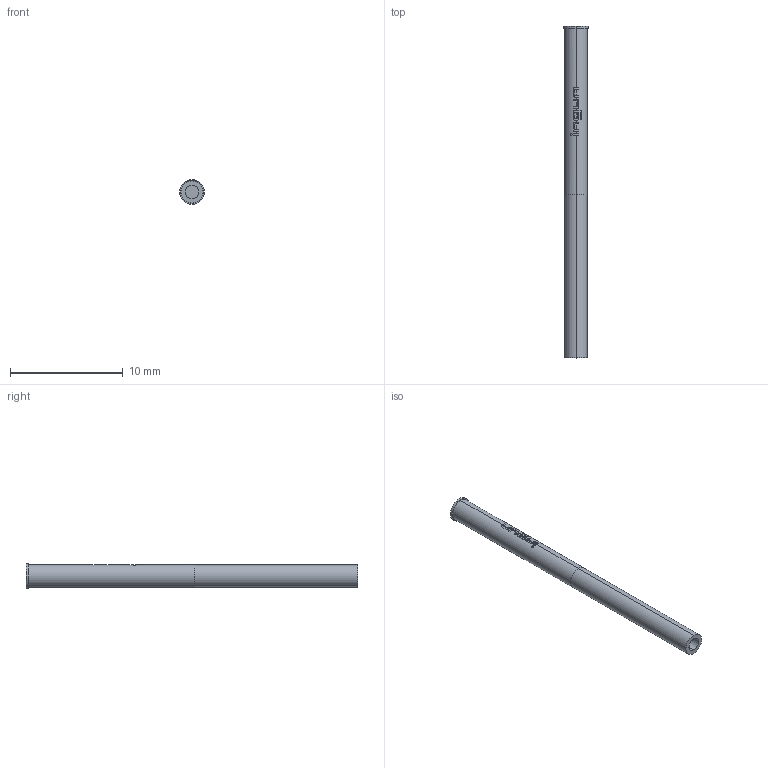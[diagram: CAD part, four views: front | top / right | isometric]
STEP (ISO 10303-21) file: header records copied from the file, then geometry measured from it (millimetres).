
FILE_DESCRIPTION (( 'STEP AP203' ), '1' );
FILE_NAME ('INGUN_KS-215_M1_6.STEP', '2021-10-20T11:55:36', ( 'ochi' ), ( '' ), 'SwSTEP 2.0', 'SolidWorks 2018', '' );
FILE_SCHEMA (( 'CONFIG_CONTROL_DESIGN' ));
Length unit declared in the file: millimetre
Products named in the file (1): INGUN_KS-215_M1_6
Bounding box: 2.2 x 29.5 x 2.2 mm (x, y, z)
Volume: 88.8 mm3; surface area: 202.5 mm2
Topology: 1 solids, 1 shells, 94 faces, 264 edges, 176 vertices
Faces by surface type: plane 45, cylinder 27, bspline 22
Entity records: 3419 total; most frequent: CARTESIAN_POINT 1055, ORIENTED_EDGE 528, DIRECTION 416, EDGE_CURVE 264, VERTEX_POINT 176, AXIS2_PLACEMENT_3D 165, EDGE_LOOP 98, FACE_OUTER_BOUND 94
